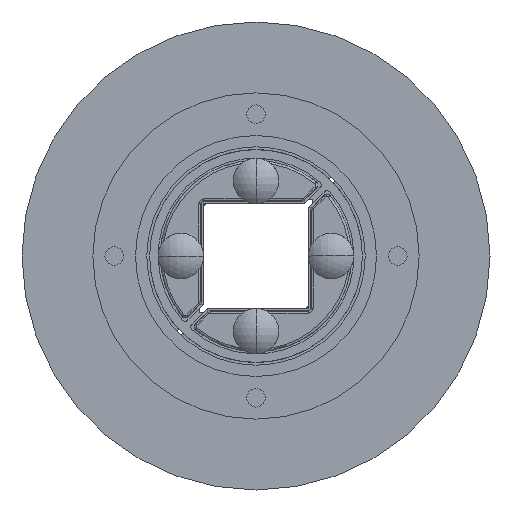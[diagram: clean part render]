
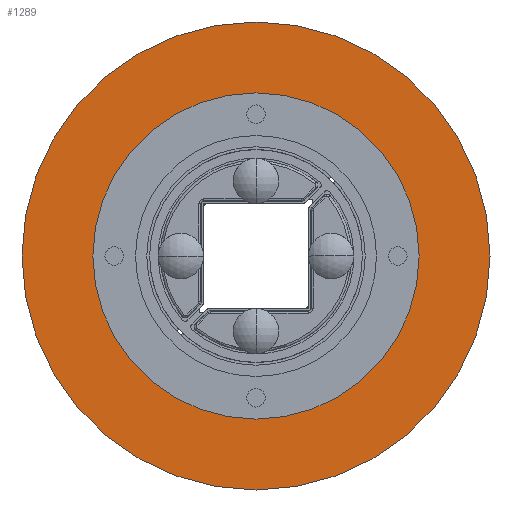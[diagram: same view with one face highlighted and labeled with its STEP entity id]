
A CAD part, left-side view. The second image highlights one B-rep face of the part: STEP entity #1289.
In plain terms, the highlighted face is planar.
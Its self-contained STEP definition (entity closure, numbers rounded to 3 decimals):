
#183=CARTESIAN_POINT('',(4.0,-82.5,0.));
#184=VERTEX_POINT('',#183);
#200=CARTESIAN_POINT('',(4.0,82.5,0.));
#201=VERTEX_POINT('',#200);
#208=CARTESIAN_POINT('',(4.0,0.0,0.0));
#209=DIRECTION('',(-1.0,0.0,0.0));
#210=DIRECTION('',(0.0,-1.0,0.0));
#211=AXIS2_PLACEMENT_3D('',#208,#209,#210);
#212=CIRCLE('',#211,82.5);
#213=EDGE_CURVE('',#201,#184,#212,.T.);
#442=CARTESIAN_POINT('',(4.0,0.,57.5));
#443=VERTEX_POINT('',#442);
#452=CARTESIAN_POINT('',(4.0,0.,-57.5));
#453=VERTEX_POINT('',#452);
#454=CARTESIAN_POINT('',(4.0,0.0,0.0));
#455=DIRECTION('',(-1.0,0.0,0.0));
#456=DIRECTION('',(0.0,0.0,1.0));
#457=AXIS2_PLACEMENT_3D('',#454,#455,#456);
#458=CIRCLE('',#457,57.5);
#459=EDGE_CURVE('',#453,#443,#458,.T.);
#1069=CARTESIAN_POINT('',(4.0,0.0,0.0));
#1070=DIRECTION('',(-1.0,0.0,0.0));
#1071=DIRECTION('',(0.0,0.0,1.0));
#1072=AXIS2_PLACEMENT_3D('',#1069,#1070,#1071);
#1073=CIRCLE('',#1072,57.5);
#1074=EDGE_CURVE('',#443,#453,#1073,.T.);
#1258=CARTESIAN_POINT('',(4.0,0.0,0.0));
#1259=DIRECTION('',(-1.0,0.0,0.0));
#1260=DIRECTION('',(0.0,-1.0,0.0));
#1261=AXIS2_PLACEMENT_3D('',#1258,#1259,#1260);
#1262=CIRCLE('',#1261,82.5);
#1263=EDGE_CURVE('',#184,#201,#1262,.T.);
#1276=CARTESIAN_POINT('',(4.0,0.0,0.0));
#1277=DIRECTION('',(-1.0,0.0,0.0));
#1278=DIRECTION('',(0.0,0.0,1.0));
#1279=AXIS2_PLACEMENT_3D('',#1276,#1277,#1278);
#1280=PLANE('',#1279);
#1281=ORIENTED_EDGE('',*,*,#213,.F.);
#1282=ORIENTED_EDGE('',*,*,#1263,.F.);
#1283=EDGE_LOOP('',(#1281,#1282));
#1284=FACE_OUTER_BOUND('',#1283,.T.);
#1285=ORIENTED_EDGE('',*,*,#459,.T.);
#1286=ORIENTED_EDGE('',*,*,#1074,.T.);
#1287=EDGE_LOOP('',(#1285,#1286));
#1288=FACE_BOUND('',#1287,.T.);
#1289=ADVANCED_FACE('',(#1284,#1288),#1280,.F.);
